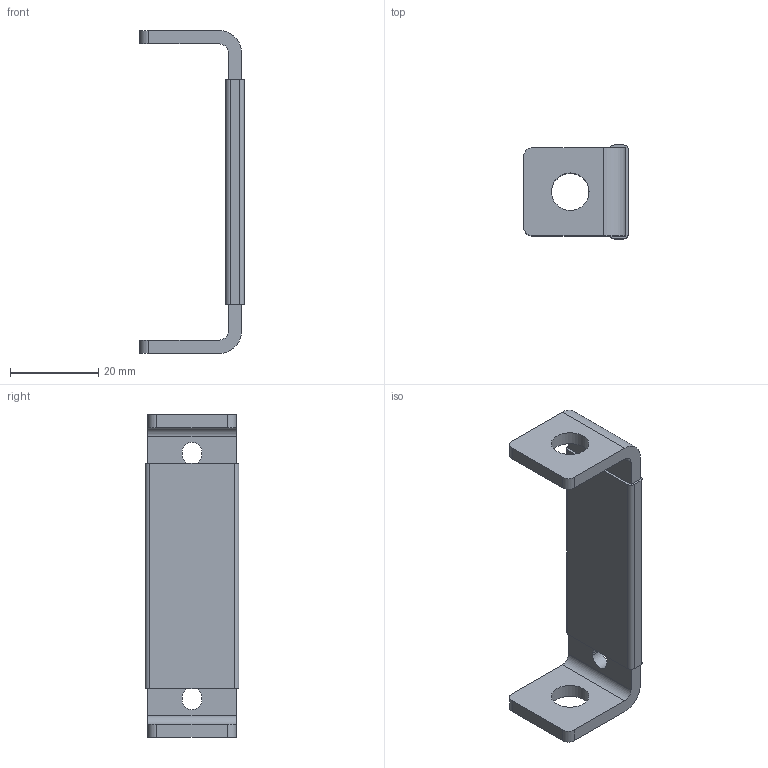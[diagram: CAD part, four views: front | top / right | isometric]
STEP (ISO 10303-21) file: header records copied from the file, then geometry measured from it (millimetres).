
FILE_DESCRIPTION(/* description */ (''),/* implementation_level */ '2;1');
FILE_NAME(/* name */ 'FILE_STP_CAD_DRAWING_3d_GLX201-202_prt.stp',/* time_stamp */ '2021-11-23T15:20:17+01:00',/* author */ (''),/* organization */ (''),/* preprocessor_version */ 'ST-DEVELOPER v16.7',/* originating_system */ 'SIEMENS PLM Software NX 12.0',/* authorisation */ '');
FILE_SCHEMA (('AUTOMOTIVE_DESIGN { 1 0 10303 214 3 1 1 1 }'));
Length unit declared in the file: millimetre
Products named in the file (1): 3d_GLX201-202
Bounding box: 23.6 x 21.2 x 73 mm (x, y, z)
Surface area: 8693.7 mm2 (no closed solid volume)
Topology: 0 solids, 2 shells, 39 faces, 112 edges, 77 vertices
Faces by surface type: plane 21, cylinder 18
Full cylindrical faces by diameter (mm): 8.5 x2
Entity records: 1346 total; most frequent: DIRECTION 228, CARTESIAN_POINT 228, ORIENTED_EDGE 212, EDGE_CURVE 110, AXIS2_PLACEMENT_3D 77, VERTEX_POINT 76, LINE 74, VECTOR 74
